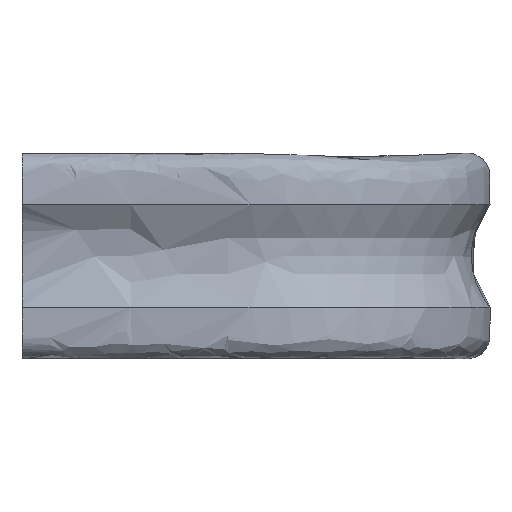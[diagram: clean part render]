
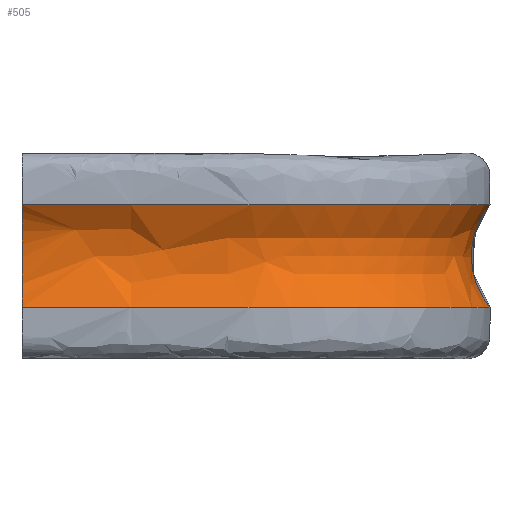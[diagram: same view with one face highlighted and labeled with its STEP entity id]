
A CAD part, left-side view. The second image highlights one B-rep face of the part: STEP entity #505.
In plain terms, the highlighted free-form (B-spline) face has degree [3, 3] with [4, 7] control points.
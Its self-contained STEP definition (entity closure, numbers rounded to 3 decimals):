
#432=CARTESIAN_POINT('',(-74.456,0.,-5.477));
#433=CARTESIAN_POINT('',(-74.456,2.667,-2.313));
#434=CARTESIAN_POINT('',(-74.456,2.667,2.313));
#435=CARTESIAN_POINT('',(-74.456,0.,5.477));
#436=CARTESIAN_POINT('',(-89.358,0.523,-5.477));
#437=CARTESIAN_POINT('',(-87.96,3.189,-2.313));
#438=CARTESIAN_POINT('',(-87.96,3.189,2.313));
#439=CARTESIAN_POINT('',(-89.358,0.523,5.477));
#440=CARTESIAN_POINT('',(-102.5,12.561,-5.477));
#441=CARTESIAN_POINT('',(-99.833,13.959,-2.313));
#442=CARTESIAN_POINT('',(-99.833,13.959,2.313));
#443=CARTESIAN_POINT('',(-102.5,12.561,5.477));
#444=CARTESIAN_POINT('',(-102.5,28.,-5.477));
#445=CARTESIAN_POINT('',(-99.833,28.,-2.313));
#446=CARTESIAN_POINT('',(-99.833,28.,2.313));
#447=CARTESIAN_POINT('',(-102.5,28.,5.477));
#448=CARTESIAN_POINT('',(-102.5,35.333,-5.477));
#449=CARTESIAN_POINT('',(-99.833,35.333,-2.313));
#450=CARTESIAN_POINT('',(-99.833,35.333,2.313));
#451=CARTESIAN_POINT('',(-102.5,35.333,5.477));
#452=CARTESIAN_POINT('',(-102.5,42.667,-5.477));
#453=CARTESIAN_POINT('',(-99.833,42.667,-2.313));
#454=CARTESIAN_POINT('',(-99.833,42.667,2.313));
#455=CARTESIAN_POINT('',(-102.5,42.667,5.477));
#456=CARTESIAN_POINT('',(-102.5,50.,-5.477));
#457=CARTESIAN_POINT('',(-99.833,50.,-2.313));
#458=CARTESIAN_POINT('',(-99.833,50.,2.313));
#459=CARTESIAN_POINT('',(-102.5,50.,5.477));
#460=B_SPLINE_SURFACE_WITH_KNOTS('',3,3,((#432,#436,#440,#444,#448,#452,#456),(#433,#437,#441,#445,#449,#453,#457),(#434,#438,#442,#446,#450,#454,#458),(#435,#439,#443,#447,#451,#455,#459)),.UNSPECIFIED.,.F.,.F.,.U.,(4,4),(4,3,4),(0.0,12.415),(0.0,46.317,92.633),.UNSPECIFIED.);
#461=CARTESIAN_POINT('',(-74.456,0.,-5.477));
#462=VERTEX_POINT('',#461);
#463=CARTESIAN_POINT('',(-74.456,0.,5.477));
#464=VERTEX_POINT('',#463);
#465=CARTESIAN_POINT('',(-74.456,0.,-5.477));
#466=CARTESIAN_POINT('',(-74.456,2.667,-2.313));
#467=CARTESIAN_POINT('',(-74.456,2.667,2.313));
#468=CARTESIAN_POINT('',(-74.456,0.,5.477));
#469=B_SPLINE_CURVE_WITH_KNOTS('',3,(#465,#466,#467,#468),.UNSPECIFIED.,.F.,.U.,(4,4),(0.941,1.0),.UNSPECIFIED.);
#470=EDGE_CURVE('',#462,#464,#469,.T.);
#471=ORIENTED_EDGE('',*,*,#470,.T.);
#472=CARTESIAN_POINT('',(-102.5,50.,5.477));
#473=VERTEX_POINT('',#472);
#474=CARTESIAN_POINT('',(-74.456,0.,5.477));
#475=CARTESIAN_POINT('',(-89.358,0.523,5.477));
#476=CARTESIAN_POINT('',(-102.5,12.561,5.477));
#477=CARTESIAN_POINT('',(-102.5,28.,5.477));
#478=CARTESIAN_POINT('',(-102.5,35.333,5.477));
#479=CARTESIAN_POINT('',(-102.5,42.667,5.477));
#480=CARTESIAN_POINT('',(-102.5,50.,5.477));
#481=B_SPLINE_CURVE_WITH_KNOTS('',3,(#474,#475,#476,#477,#478,#479,#480),.UNSPECIFIED.,.F.,.U.,(4,3,4),(4.0,5.0,6.0),.UNSPECIFIED.);
#482=EDGE_CURVE('',#464,#473,#481,.T.);
#483=ORIENTED_EDGE('',*,*,#482,.T.);
#484=CARTESIAN_POINT('',(-102.5,50.,-5.477));
#485=VERTEX_POINT('',#484);
#486=CARTESIAN_POINT('',(-102.5,50.,-5.477));
#487=CARTESIAN_POINT('',(-99.833,50.,-2.313));
#488=CARTESIAN_POINT('',(-99.833,50.,2.313));
#489=CARTESIAN_POINT('',(-102.5,50.,5.477));
#490=B_SPLINE_CURVE_WITH_KNOTS('',3,(#486,#487,#488,#489),.UNSPECIFIED.,.F.,.U.,(4,4),(0.941,1.0),.UNSPECIFIED.);
#491=EDGE_CURVE('',#485,#473,#490,.T.);
#492=ORIENTED_EDGE('',*,*,#491,.F.);
#493=CARTESIAN_POINT('',(-74.456,0.,-5.477));
#494=CARTESIAN_POINT('',(-89.358,0.523,-5.477));
#495=CARTESIAN_POINT('',(-102.5,12.561,-5.477));
#496=CARTESIAN_POINT('',(-102.5,28.,-5.477));
#497=CARTESIAN_POINT('',(-102.5,35.333,-5.477));
#498=CARTESIAN_POINT('',(-102.5,42.667,-5.477));
#499=CARTESIAN_POINT('',(-102.5,50.,-5.477));
#500=B_SPLINE_CURVE_WITH_KNOTS('',3,(#493,#494,#495,#496,#497,#498,#499),.UNSPECIFIED.,.F.,.U.,(4,3,4),(4.0,5.0,6.0),.UNSPECIFIED.);
#501=EDGE_CURVE('',#462,#485,#500,.T.);
#502=ORIENTED_EDGE('',*,*,#501,.F.);
#503=EDGE_LOOP('',(#471,#483,#492,#502));
#504=FACE_OUTER_BOUND('',#503,.T.);
#505=ADVANCED_FACE('',(#504),#460,.T.);
